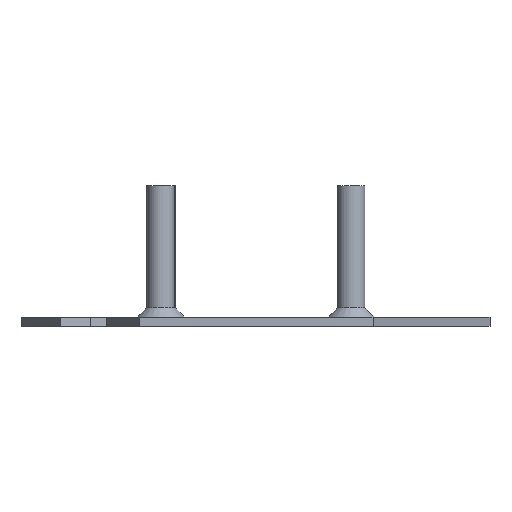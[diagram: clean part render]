
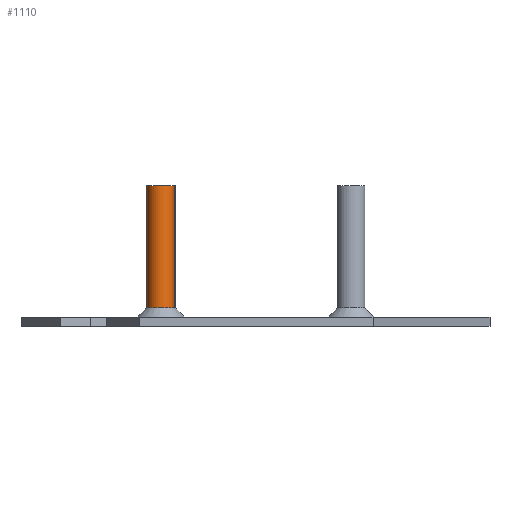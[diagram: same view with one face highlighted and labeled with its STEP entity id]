
A CAD part, left-side view. The second image highlights one B-rep face of the part: STEP entity #1110.
In plain terms, the highlighted cylindrical face has radius 2.9 mm (diameter 5.8 mm), a full revolution.
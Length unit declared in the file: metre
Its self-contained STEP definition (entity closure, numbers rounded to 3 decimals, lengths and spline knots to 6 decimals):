
#56=CIRCLE('',#1224,0.0029);
#57=CIRCLE('',#1225,0.0029);
#81=CYLINDRICAL_SURFACE('',#1223,0.0029);
#336=ORIENTED_EDGE('',*,*,#483,.T.);
#337=ORIENTED_EDGE('',*,*,#484,.F.);
#483=EDGE_CURVE('',#588,#588,#56,.T.);
#484=EDGE_CURVE('',#589,#589,#57,.T.);
#588=VERTEX_POINT('',#1821);
#589=VERTEX_POINT('',#1823);
#880=EDGE_LOOP('',(#336));
#881=EDGE_LOOP('',(#337));
#1008=FACE_BOUND('',#880,.T.);
#1009=FACE_BOUND('',#881,.T.);
#1110=ADVANCED_FACE('',(#1008,#1009),#81,.T.);
#1223=AXIS2_PLACEMENT_3D('',#1819,#1510,#1511);
#1224=AXIS2_PLACEMENT_3D('',#1820,#1512,#1513);
#1225=AXIS2_PLACEMENT_3D('',#1822,#1514,#1515);
#1510=DIRECTION('',(0.,0.,-1.));
#1511=DIRECTION('',(-1.,0.,0.));
#1512=DIRECTION('',(0.,0.,1.));
#1513=DIRECTION('',(1.,0.,0.));
#1514=DIRECTION('',(0.,0.,1.));
#1515=DIRECTION('',(1.,0.,0.));
#1819=CARTESIAN_POINT('',(-0.088658,-0.032309,0.03));
#1820=CARTESIAN_POINT('',(-0.088658,-0.032309,0.004));
#1821=CARTESIAN_POINT('',(-0.085758,-0.032309,0.004));
#1822=CARTESIAN_POINT('',(-0.088658,-0.032309,0.03));
#1823=CARTESIAN_POINT('',(-0.085758,-0.032309,0.03));
